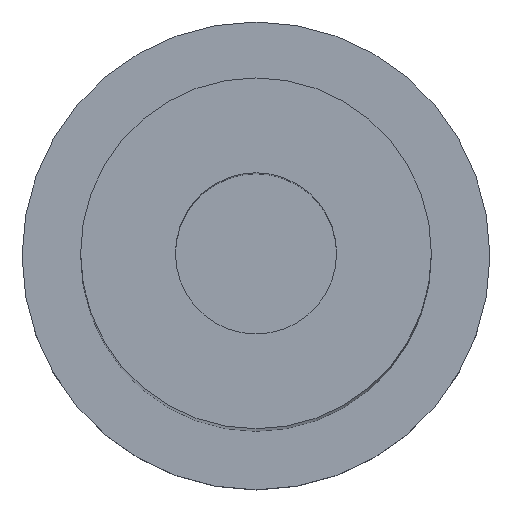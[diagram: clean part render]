
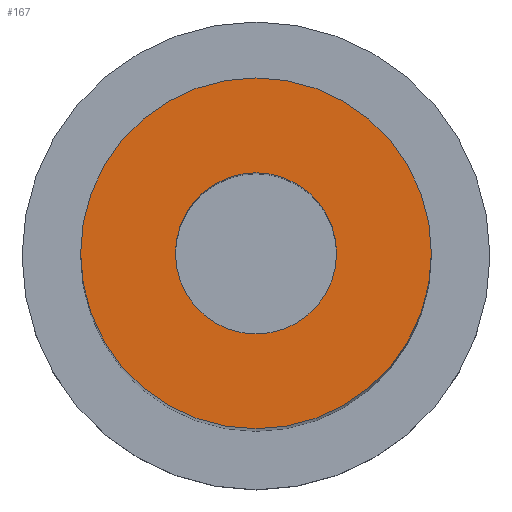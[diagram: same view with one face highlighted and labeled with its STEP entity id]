
A CAD part, top view. The second image highlights one B-rep face of the part: STEP entity #167.
In plain terms, the highlighted planar face has unit normal (0, 0, 1).
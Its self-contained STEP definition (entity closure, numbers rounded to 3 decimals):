
#20=PLANE('',#183);
#27=ORIENTED_EDGE('',*,*,#43,.T.);
#28=ORIENTED_EDGE('',*,*,#41,.F.);
#41=EDGE_CURVE('',#49,#49,#57,.T.);
#43=EDGE_CURVE('',#51,#51,#59,.T.);
#49=VERTEX_POINT('',#236);
#51=VERTEX_POINT('',#241);
#57=CIRCLE('',#181,4.5);
#59=CIRCLE('',#184,2.067);
#67=EDGE_LOOP('',(#27));
#68=EDGE_LOOP('',(#28));
#83=FACE_BOUND('',#67,.T.);
#84=FACE_BOUND('',#68,.T.);
#167=ADVANCED_FACE('',(#83,#84),#20,.F.);
#181=AXIS2_PLACEMENT_3D('',#235,#201,#202);
#183=AXIS2_PLACEMENT_3D('',#239,#205,#206);
#184=AXIS2_PLACEMENT_3D('',#240,#207,#208);
#201=DIRECTION('',(0.,0.,-1.));
#202=DIRECTION('',(1.,0.,0.));
#205=DIRECTION('',(0.,0.,-1.));
#206=DIRECTION('',(-1.,0.,0.));
#207=DIRECTION('',(0.,0.,-1.));
#208=DIRECTION('',(0.,-1.,0.));
#235=CARTESIAN_POINT('',(0.,0.,40.));
#236=CARTESIAN_POINT('',(4.5,0.,40.));
#239=CARTESIAN_POINT('',(0.,0.,40.));
#240=CARTESIAN_POINT('',(0.,0.,40.));
#241=CARTESIAN_POINT('',(0.,-2.067,40.));
